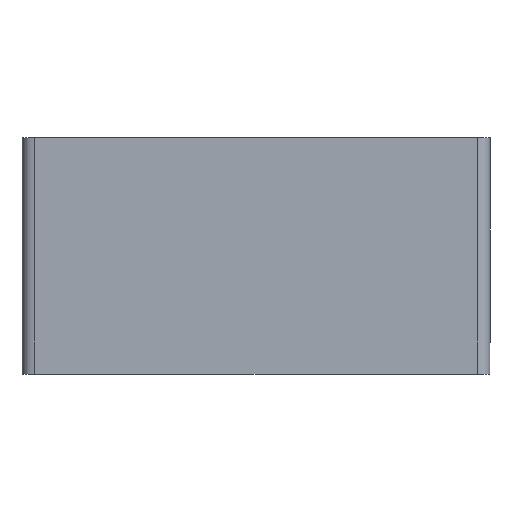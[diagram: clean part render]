
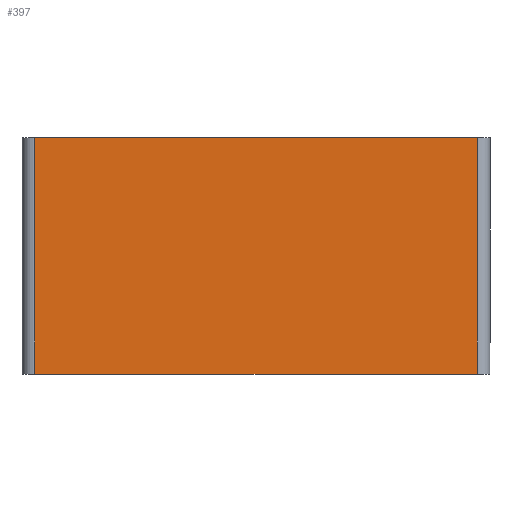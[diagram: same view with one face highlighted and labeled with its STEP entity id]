
A CAD part, top view. The second image highlights one B-rep face of the part: STEP entity #397.
In plain terms, the highlighted planar face has unit normal (0, 0, 1).
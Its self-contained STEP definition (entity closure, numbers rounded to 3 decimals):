
#370=AXIS2_PLACEMENT_3D('Plane Axis2P3D',#367,#368,#369) ;
#56=CARTESIAN_POINT('Vertex',(17.71,0.,10.3)) ;
#59=CARTESIAN_POINT('Line Origine',(9.105,0.,10.3)) ;
#63=CARTESIAN_POINT('Vertex',(0.5,0.,10.3)) ;
#367=CARTESIAN_POINT('Axis2P3D Location',(4.9,9.2,10.3)) ;
#372=CARTESIAN_POINT('Line Origine',(17.71,4.6,10.3)) ;
#376=CARTESIAN_POINT('Vertex',(17.71,9.2,10.3)) ;
#379=CARTESIAN_POINT('Line Origine',(9.105,9.2,10.3)) ;
#383=CARTESIAN_POINT('Vertex',(0.5,9.2,10.3)) ;
#386=CARTESIAN_POINT('Line Origine',(0.5,4.6,10.3)) ;
#60=DIRECTION('Vector Direction',(1.,0.,0.)) ;
#368=DIRECTION('Axis2P3D Direction',(-0.,0.,1.)) ;
#369=DIRECTION('Axis2P3D XDirection',(0.,-1.,0.)) ;
#373=DIRECTION('Vector Direction',(0.,1.,0.)) ;
#380=DIRECTION('Vector Direction',(1.,0.,0.)) ;
#387=DIRECTION('Vector Direction',(0.,1.,0.)) ;
#61=VECTOR('Line Direction',#60,1.) ;
#374=VECTOR('Line Direction',#373,1.) ;
#381=VECTOR('Line Direction',#380,1.) ;
#388=VECTOR('Line Direction',#387,1.) ;
#392=ORIENTED_EDGE('',*,*,#378,.T.) ;
#393=ORIENTED_EDGE('',*,*,#385,.F.) ;
#394=ORIENTED_EDGE('',*,*,#390,.F.) ;
#395=ORIENTED_EDGE('',*,*,#65,.F.) ;
#397=ADVANCED_FACE('HOUSING',(#396),#371,.T.) ;
#65=EDGE_CURVE('',#57,#64,#62,.F.) ;
#378=EDGE_CURVE('',#57,#377,#375,.T.) ;
#385=EDGE_CURVE('',#384,#377,#382,.T.) ;
#390=EDGE_CURVE('',#64,#384,#389,.T.) ;
#391=EDGE_LOOP('',(#392,#393,#394,#395)) ;
#396=FACE_OUTER_BOUND('',#391,.T.) ;
#62=LINE('Line',#59,#61) ;
#375=LINE('Line',#372,#374) ;
#382=LINE('Line',#379,#381) ;
#389=LINE('Line',#386,#388) ;
#371=PLANE('',#370) ;
#57=VERTEX_POINT('',#56) ;
#64=VERTEX_POINT('',#63) ;
#377=VERTEX_POINT('',#376) ;
#384=VERTEX_POINT('',#383) ;
